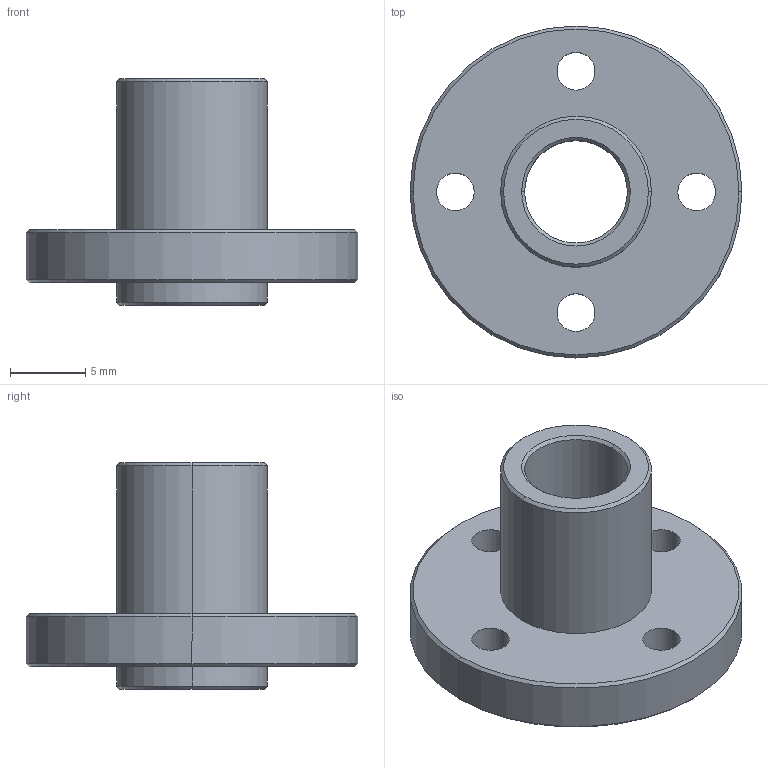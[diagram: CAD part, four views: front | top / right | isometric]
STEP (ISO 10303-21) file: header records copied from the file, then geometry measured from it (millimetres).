
FILE_DESCRIPTION (( 'STEP AP214' ), '1' );
FILE_NAME ('Z nut KP3S.STEP', '2025-09-18T19:07:33', ( '' ), ( '' ), 'SwSTEP 2.0', 'SolidWorks 2024', '' );
FILE_SCHEMA (( 'AUTOMOTIVE_DESIGN' ));
Length unit declared in the file: metre
Products named in the file (1): Z nut KP3S
Bounding box: 22 x 22 x 15 mm (x, y, z)
Volume: 1615.3 mm3; surface area: 1653.3 mm2
Topology: 1 solids, 1 shells, 32 faces, 72 edges, 44 vertices
Faces by surface type: cylinder 16, cone 12, plane 4
Entity records: 1299 total; most frequent: DIRECTION 182, CARTESIAN_POINT 149, ORIENTED_EDGE 144, AXIS2_PLACEMENT_3D 77, EDGE_CURVE 72, EDGE_LOOP 44, CIRCLE 44, VERTEX_POINT 44
